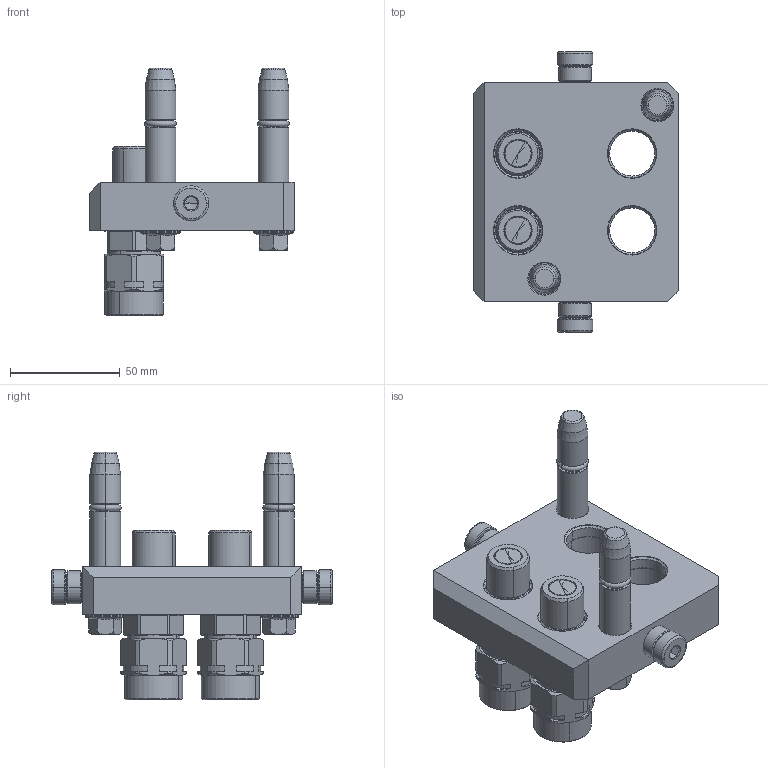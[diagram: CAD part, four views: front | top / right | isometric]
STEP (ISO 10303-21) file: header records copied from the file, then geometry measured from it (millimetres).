
FILE_DESCRIPTION (( 'STEP AP214' ), '1' );
FILE_NAME ('FASTER.step', '2024-11-13T14:30:07', ( '' ), ( '' ), 'SwSTEP 2.0', 'SolidWorks 2017', '' );
FILE_SCHEMA (( 'AUTOMOTIVE_DESIGN' ));
Length unit declared in the file: millimetre
Products named in the file (10): 4860_010_0004_001; et002; 1540_080_0008_000; 4830_021_0000_000; 2ffnp38_gas_m2v; 4830_028_1000_002; FASTER; 4830_013_3000_020; P406A_M_BASE; or2_62x9_19_m
Assembly tree (15 placements, depth 3):
  FASTER
    P406A_M_BASE
      4860_010_0004_001
      4830_021_0000_000  x2
      1540_080_0008_000  x2
      4830_013_3000_020  x2
      4830_028_1000_002  x2
      or2_62x9_19_m  x2
    2ffnp38_gas_m2v  x2
    et002
Bounding box: 93.8 x 128 x 112.8 mm (x, y, z)
Volume: 40581.8 mm3; surface area: 81458.3 mm2
Topology: 7 solids, 26 shells, 1563 faces, 4045 edges, 2602 vertices
Faces by surface type: plane 813, cylinder 280, cone 272, bspline 142, torus 56
Entity records: 39720 total; most frequent: CARTESIAN_POINT 12940, ORIENTED_EDGE 5536, DIRECTION 5076, EDGE_CURVE 2787, VECTOR 1872, LINE 1872, VERTEX_POINT 1808, AXIS2_PLACEMENT_3D 1602
